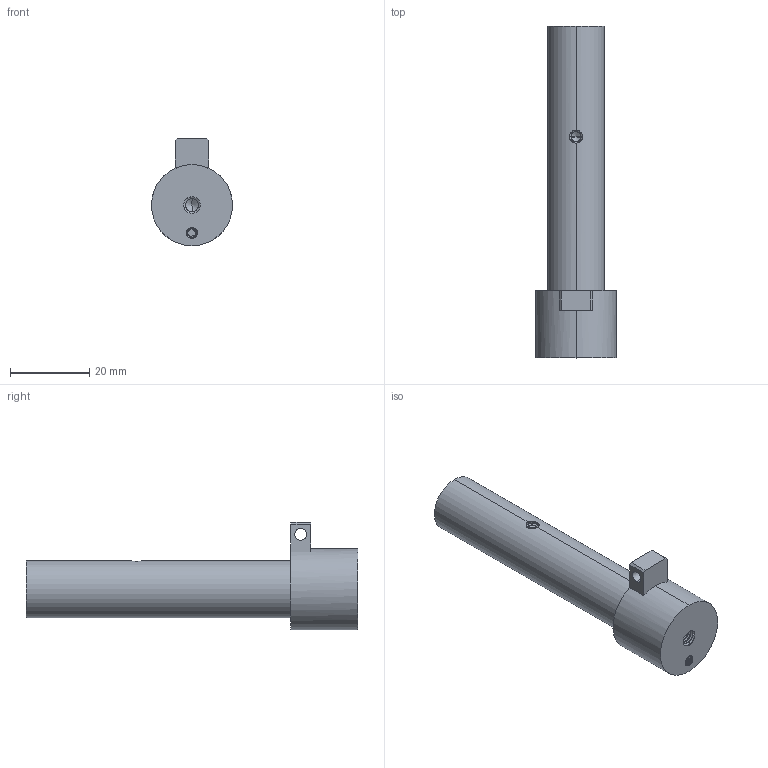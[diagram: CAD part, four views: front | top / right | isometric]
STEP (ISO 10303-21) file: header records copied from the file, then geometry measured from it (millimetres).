
FILE_DESCRIPTION (( 'STEP AP214' ), '1' );
FILE_NAME ('train avant monsun partie 2.STEP', '2018-09-10T19:25:06', ( '' ), ( '' ), 'SwSTEP 2.0', 'SolidWorks 2017', '' );
FILE_SCHEMA (( 'AUTOMOTIVE_DESIGN' ));
Length unit declared in the file: millimetre
Products named in the file (1): train avant monsun partie 2
Bounding box: 20.5 x 84 x 27.15 mm (x, y, z)
Volume: 15111.8 mm3; surface area: 6013.1 mm2
Topology: 1 solids, 1 shells, 143 faces, 403 edges, 262 vertices
Faces by surface type: cylinder 110, plane 18, bspline 9, cone 6
Entity records: 10858 total; most frequent: CARTESIAN_POINT 7790, ORIENTED_EDGE 798, DIRECTION 485, EDGE_CURVE 399, VERTEX_POINT 262, AXIS2_PLACEMENT_3D 172, EDGE_LOOP 149, FACE_OUTER_BOUND 143
